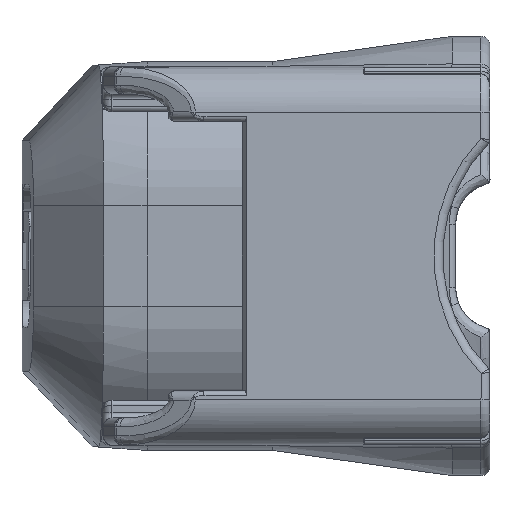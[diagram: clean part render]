
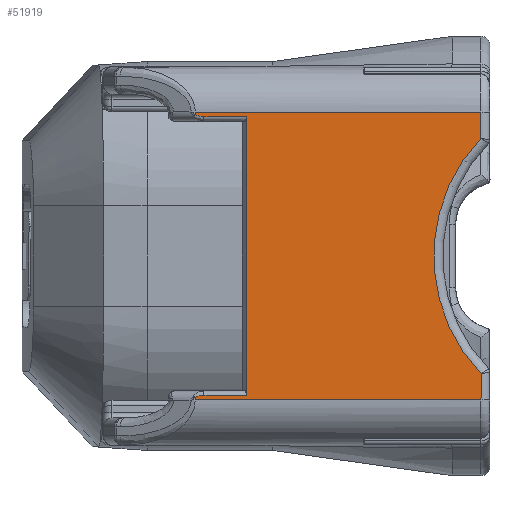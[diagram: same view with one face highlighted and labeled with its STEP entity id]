
A CAD part, left-side view. The second image highlights one B-rep face of the part: STEP entity #51919.
In plain terms, the highlighted planar face has unit normal (-1, 0, 0).
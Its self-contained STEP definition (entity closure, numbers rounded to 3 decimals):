
#14729=DIRECTION('',(0.,0.,-1.));
#14730=VECTOR('',#14729,15.196);
#14731=CARTESIAN_POINT('',(-26.905,-4.5,
7.598));
#14732=LINE('',#14731,#14730);
#14774=DIRECTION('',(0.,0.,-1.));
#14775=VECTOR('',#14774,1.454);
#14776=CARTESIAN_POINT('',(-26.905,-17.5,8.));
#14777=LINE('',#14776,#14775);
#14778=CARTESIAN_POINT('',(-26.905,-24.35,0.));
#14779=DIRECTION('',(1.,0.,0.));
#14780=DIRECTION('',(0.,0.723,-0.691));
#14781=AXIS2_PLACEMENT_3D('',#14778,#14779,#14780);
#14783=DIRECTION('',(0.,0.,-1.));
#14784=VECTOR('',#14783,1.454);
#14785=CARTESIAN_POINT('',(-26.905,-17.5,-6.546));
#14786=LINE('',#14785,#14784);
#14787=DIRECTION('',(0.,1.,0.));
#14788=VECTOR('',#14787,15.88);
#14789=CARTESIAN_POINT('',(-26.905,-17.5,-8.));
#14790=LINE('',#14789,#14788);
#14791=DIRECTION('',(0.,0.,-1.));
#14792=VECTOR('',#14791,0.114);
#14793=CARTESIAN_POINT('',(-26.905,-1.62,
-7.886));
#14794=LINE('',#14793,#14792);
#14795=CARTESIAN_POINT('',(-26.905,-1.62,
-7.886));
#14796=CARTESIAN_POINT('',(-26.905,-1.637,
-7.871));
#14797=CARTESIAN_POINT('',(-26.905,-1.676,
-7.844));
#14798=CARTESIAN_POINT('',(-26.905,-1.741,
-7.813));
#14799=CARTESIAN_POINT('',(-26.905,-1.817,
-7.787));
#14800=CARTESIAN_POINT('',(-26.905,-1.904,
-7.767));
#14801=CARTESIAN_POINT('',(-26.905,-2.002,
-7.753));
#14802=CARTESIAN_POINT('',(-26.905,-2.072,
-7.75));
#14803=CARTESIAN_POINT('',(-26.905,-2.112,
-7.75));
#14805=DIRECTION('',(0.,1.,0.));
#14806=VECTOR('',#14805,2.346);
#14807=CARTESIAN_POINT('',(-26.905,-4.458,-7.75));
#14808=LINE('',#14807,#14806);
#14809=CARTESIAN_POINT('',(-26.905,-4.5,
-7.598));
#14810=CARTESIAN_POINT('',(-26.905,-4.5,
-7.61));
#14811=CARTESIAN_POINT('',(-26.905,-4.498,
-7.634));
#14812=CARTESIAN_POINT('',(-26.905,-4.489,
-7.671));
#14813=CARTESIAN_POINT('',(-26.905,-4.476,
-7.709));
#14814=CARTESIAN_POINT('',(-26.905,-4.464,
-7.736));
#14815=CARTESIAN_POINT('',(-26.905,-4.458,-7.75));
#14817=CARTESIAN_POINT('',(-26.905,-4.458,7.75));
#14818=CARTESIAN_POINT('',(-26.905,-4.464,
7.737));
#14819=CARTESIAN_POINT('',(-26.905,-4.475,
7.71));
#14820=CARTESIAN_POINT('',(-26.905,-4.489,
7.671));
#14821=CARTESIAN_POINT('',(-26.905,-4.498,
7.633));
#14822=CARTESIAN_POINT('',(-26.905,-4.5,
7.61));
#14823=CARTESIAN_POINT('',(-26.905,-4.5,
7.598));
#14825=DIRECTION('',(0.,-1.,0.));
#14826=VECTOR('',#14825,2.348);
#14827=CARTESIAN_POINT('',(-26.905,-2.11,
7.75));
#14828=LINE('',#14827,#14826);
#14829=CARTESIAN_POINT('',(-26.905,-1.62,
7.887));
#14830=CARTESIAN_POINT('',(-26.905,-1.628,
7.88));
#14831=CARTESIAN_POINT('',(-26.905,-1.644,
7.867));
#14832=CARTESIAN_POINT('',(-26.905,-1.674,
7.847));
#14833=CARTESIAN_POINT('',(-26.905,-1.708,
7.829));
#14834=CARTESIAN_POINT('',(-26.905,-1.747,
7.812));
#14835=CARTESIAN_POINT('',(-26.905,-1.792,
7.796));
#14836=CARTESIAN_POINT('',(-26.905,-1.842,
7.781));
#14837=CARTESIAN_POINT('',(-26.905,-1.898,
7.769));
#14838=CARTESIAN_POINT('',(-26.905,-1.961,
7.759));
#14839=CARTESIAN_POINT('',(-26.905,-2.031,
7.752));
#14840=CARTESIAN_POINT('',(-26.905,-2.084,
7.75));
#14841=CARTESIAN_POINT('',(-26.905,-2.11,
7.75));
#14843=DIRECTION('',(0.,0.,
-1.));
#14844=VECTOR('',#14843,0.113);
#14845=CARTESIAN_POINT('',(-26.905,-1.62,
8.));
#14846=LINE('',#14845,#14844);
#14857=DIRECTION('',(0.,1.,0.));
#14858=VECTOR('',#14857,15.88);
#14859=CARTESIAN_POINT('',(-26.905,-17.5,8.));
#14860=LINE('',#14859,#14858);
#23654=CARTESIAN_POINT('',(-26.905,-1.62,
8.));
#23655=CARTESIAN_POINT('',(-26.905,-1.62,
7.887));
#23656=VERTEX_POINT('',#23654);
#23657=VERTEX_POINT('',#23655);
#23669=CARTESIAN_POINT('',(-26.905,-1.62,
-7.886));
#23670=CARTESIAN_POINT('',(-26.905,-1.62,
-8.));
#23671=VERTEX_POINT('',#23669);
#23672=VERTEX_POINT('',#23670);
#24050=CARTESIAN_POINT('',(-26.905,-17.5,8.));
#24051=CARTESIAN_POINT('',(-26.905,-17.5,6.546));
#24052=VERTEX_POINT('',#24050);
#24053=VERTEX_POINT('',#24051);
#24064=CARTESIAN_POINT('',(-26.905,-17.5,
-6.546));
#24065=VERTEX_POINT('',#24064);
#24070=CARTESIAN_POINT('',(-26.905,-17.5,-8.));
#24071=VERTEX_POINT('',#24070);
#24148=VERTEX_POINT('',#14809);
#24149=VERTEX_POINT('',#14815);
#24150=VERTEX_POINT('',#14817);
#24151=VERTEX_POINT('',#14823);
#24347=VERTEX_POINT('',#14841);
#24396=CARTESIAN_POINT('',(-26.905,-2.111,-7.75));
#24397=VERTEX_POINT('',#24396);
#51885=CARTESIAN_POINT('',(-26.905,-18.,-8.));
#51886=DIRECTION('',(1.,0.,0.));
#51887=DIRECTION('',(0.,0.,1.));
#51888=AXIS2_PLACEMENT_3D('',#51885,#51886,#51887);
#51889=PLANE('',#51888);
#51891=ORIENTED_EDGE('',*,*,#51890,.T.);
#51893=ORIENTED_EDGE('',*,*,#51892,.F.);
#51895=ORIENTED_EDGE('',*,*,#51894,.T.);
#51897=ORIENTED_EDGE('',*,*,#51896,.T.);
#51899=ORIENTED_EDGE('',*,*,#51898,.F.);
#51901=ORIENTED_EDGE('',*,*,#51900,.T.);
#51903=ORIENTED_EDGE('',*,*,#51902,.F.);
#51905=ORIENTED_EDGE('',*,*,#51904,.F.);
#51906=ORIENTED_EDGE('',*,*,#51859,.F.);
#51908=ORIENTED_EDGE('',*,*,#51907,.F.);
#51910=ORIENTED_EDGE('',*,*,#51909,.F.);
#51912=ORIENTED_EDGE('',*,*,#51911,.F.);
#51914=ORIENTED_EDGE('',*,*,#51913,.F.);
#51916=ORIENTED_EDGE('',*,*,#51915,.F.);
#51917=EDGE_LOOP('',(#51891,#51893,#51895,#51897,#51899,#51901,#51903,#51905,
#51906,#51908,#51910,#51912,#51914,#51916));
#51918=FACE_OUTER_BOUND('',#51917,.F.);
#51919=ADVANCED_FACE('',(#51918),#51889,.F.);
#14782=CIRCLE('',#14781,9.475);
#14804=B_SPLINE_CURVE_WITH_KNOTS('',3,(#14795,#14796,#14797,#14798,#14799,
#14800,#14801,#14802,#14803),.UNSPECIFIED.,.F.,.F.,(4,1,1,1,1,1,4),(0.,
0.167,0.333,0.5,0.667,0.833,
1.),.UNSPECIFIED.);
#14816=B_SPLINE_CURVE_WITH_KNOTS('',3,(#14809,#14810,#14811,#14812,#14813,
#14814,#14815),.UNSPECIFIED.,.F.,.F.,(4,1,1,1,4),(0.,0.25,0.5,0.75,
1.),.UNSPECIFIED.);
#14824=B_SPLINE_CURVE_WITH_KNOTS('',3,(#14817,#14818,#14819,#14820,#14821,
#14822,#14823),.UNSPECIFIED.,.F.,.F.,(4,1,1,1,4),(0.,0.25,0.5,0.75,
1.),.UNSPECIFIED.);
#14842=B_SPLINE_CURVE_WITH_KNOTS('',3,(#14829,#14830,#14831,#14832,#14833,
#14834,#14835,#14836,#14837,#14838,#14839,#14840,#14841),.UNSPECIFIED.,.F.,.F.,(
4,1,1,1,1,1,1,1,1,1,4),(0.,0.1,0.2,0.3,0.4,0.5,0.6,0.7,0.8,
0.9,1.),.UNSPECIFIED.);
#51859=EDGE_CURVE('',#24151,#24148,#14732,.T.);
#51890=EDGE_CURVE('',#24052,#24053,#14777,.T.);
#51892=EDGE_CURVE('',#24065,#24053,#14782,.T.);
#51894=EDGE_CURVE('',#24065,#24071,#14786,.T.);
#51896=EDGE_CURVE('',#24071,#23672,#14790,.T.);
#51898=EDGE_CURVE('',#23671,#23672,#14794,.T.);
#51900=EDGE_CURVE('',#23671,#24397,#14804,.T.);
#51902=EDGE_CURVE('',#24149,#24397,#14808,.T.);
#51904=EDGE_CURVE('',#24148,#24149,#14816,.T.);
#51907=EDGE_CURVE('',#24150,#24151,#14824,.T.);
#51909=EDGE_CURVE('',#24347,#24150,#14828,.T.);
#51911=EDGE_CURVE('',#23657,#24347,#14842,.T.);
#51913=EDGE_CURVE('',#23656,#23657,#14846,.T.);
#51915=EDGE_CURVE('',#24052,#23656,#14860,.T.);
